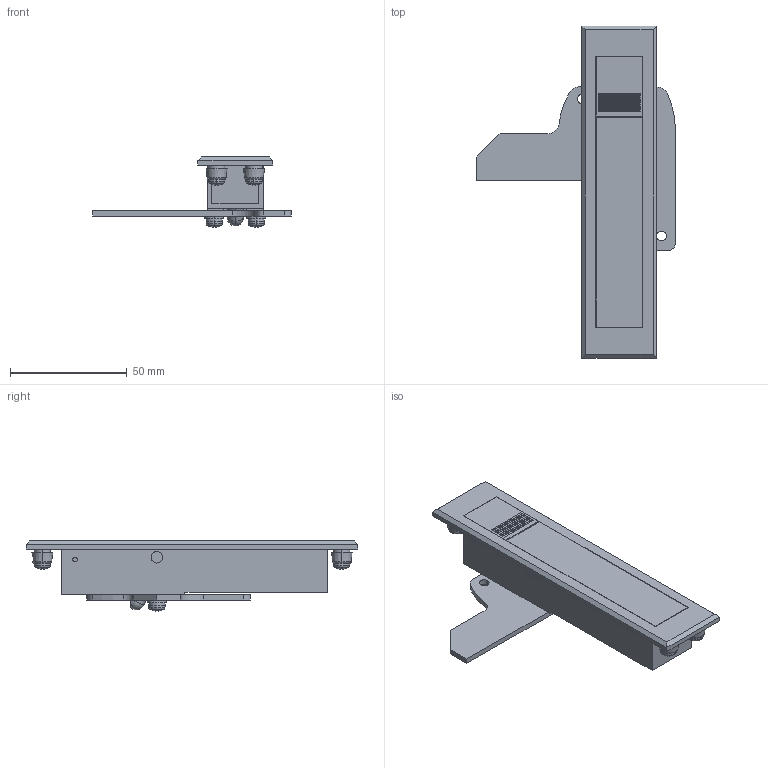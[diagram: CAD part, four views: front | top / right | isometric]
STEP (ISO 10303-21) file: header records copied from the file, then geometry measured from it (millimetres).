
FILE_DESCRIPTION (( 'STEP AP203' ), '1' );
FILE_NAME ('A-150-1-2.STEP', '2021-05-07T06:42:26', ( '' ), ( '' ), 'SwSTEP 2.0', 'SolidWorks 2018', '' );
FILE_SCHEMA (( 'CONFIG_CONTROL_DESIGN' ));
Length unit declared in the file: millimetre
Products named in the file (11): A-150-1-2_cup washer_; A-150-1-2_stopper plate_; A-150-1-2_handle(B)_; A-150-1-2_body_; A-150-1-2_cross-recessed head machine screw_ver1.05__M4x10十字穴付なべ小ねじ(鉄)SWシングルセムス(P2); A-150-1-2_pin(A)_; A-150-1-2_handle(A)_; A-150-1-2_cross-recessed head machine screw_ver1.05__M4x5十字穴付なべ小ねじ(鉄); A-150-1-2_collar_; A-150-1-2; A-150-1-2_pin(B)_
Assembly tree (18 placements, depth 2):
  A-150-1-2
    A-150-1-2_body_
    A-150-1-2_handle(A)_
    A-150-1-2_pin(A)_
    A-150-1-2_handle(B)_
    A-150-1-2_pin(B)_
    A-150-1-2_stopper plate_
    A-150-1-2_collar_  x2
    A-150-1-2_cross-recessed head machine screw_ver1.05__M4x10十字穴付なべ小ねじ(鉄)SWシングルセムス(P2)  x2
    A-150-1-2_cup washer_  x4
    A-150-1-2_cross-recessed head machine screw_ver1.05__M4x5十字穴付なべ小ねじ(鉄)  x4
Bounding box: 85 x 142 x 30.05 mm (x, y, z)
Volume: 47080.8 mm3; surface area: 38563.3 mm2
Topology: 18 solids, 18 shells, 540 faces, 1360 edges, 883 vertices
Faces by surface type: plane 297, cylinder 151, cone 52, torus 20, sphere 14, bspline 6
Entity records: 12472 total; most frequent: CARTESIAN_POINT 2281, DIRECTION 1877, ORIENTED_EDGE 1810, EDGE_CURVE 905, AXIS2_PLACEMENT_3D 653, VERTEX_POINT 589, VECTOR 571, LINE 571
